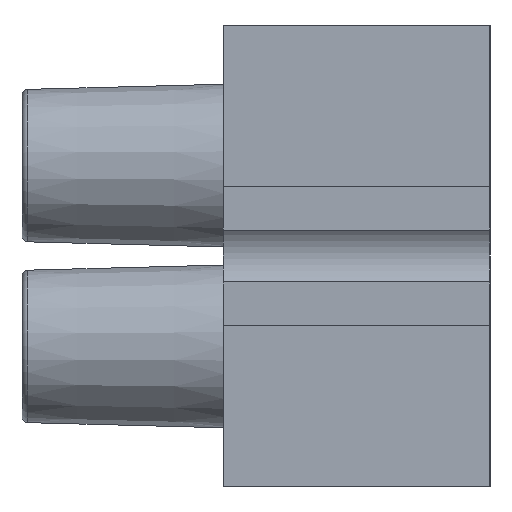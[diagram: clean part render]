
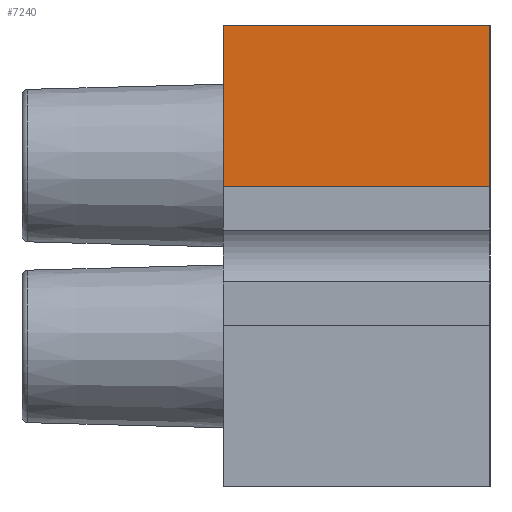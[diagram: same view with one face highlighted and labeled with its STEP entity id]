
A CAD part, left-side view. The second image highlights one B-rep face of the part: STEP entity #7240.
In plain terms, the highlighted planar face has unit normal (-1, 0, 0).
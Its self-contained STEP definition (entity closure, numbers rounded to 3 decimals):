
#18 = CARTESIAN_POINT ( 'NONE',  ( -22.764, 8.85, 7.66 ) ) ;
#606 = DIRECTION ( 'NONE',  ( 1., 0., 0. ) ) ;
#1393 = ORIENTED_EDGE ( 'NONE', *, *, #12407, .F. ) ;
#2036 = DIRECTION ( 'NONE',  ( 0., 1., 0. ) ) ;
#2482 = ORIENTED_EDGE ( 'NONE', *, *, #14419, .T. ) ;
#2666 = VECTOR ( 'NONE', #6453, 1000. ) ;
#3031 = VERTEX_POINT ( 'NONE', #11495 ) ;
#4127 = ORIENTED_EDGE ( 'NONE', *, *, #5120, .F. ) ;
#5120 = EDGE_CURVE ( 'NONE', #14005, #6024, #6975, .T. ) ;
#5288 = LINE ( 'NONE', #15648, #14941 ) ;
#6024 = VERTEX_POINT ( 'NONE', #9387 ) ;
#6453 = DIRECTION ( 'NONE',  ( 0., 0., -1. ) ) ;
#6975 = LINE ( 'NONE', #14726, #15845 ) ;
#7117 = DIRECTION ( 'NONE',  ( 0., 0., -1. ) ) ;
#7201 = PLANE ( 'NONE',  #15438 ) ;
#7240 = ADVANCED_FACE ( 'NONE', ( #14717 ), #7201, .F. ) ;
#7709 = VECTOR ( 'NONE', #2036, 1000. ) ;
#8180 = EDGE_LOOP ( 'NONE', ( #2482, #1393, #14311, #4127 ) ) ;
#8194 = CARTESIAN_POINT ( 'NONE',  ( -22.764, 0., 2.3 ) ) ;
#8373 = DIRECTION ( 'NONE',  ( 0., -1., 0. ) ) ;
#8631 = LINE ( 'NONE', #13495, #7709 ) ;
#9387 = CARTESIAN_POINT ( 'NONE',  ( -22.764, 0., 7.66 ) ) ;
#10206 = CARTESIAN_POINT ( 'NONE',  ( -22.764, 8.85, 2.3 ) ) ;
#10462 = LINE ( 'NONE', #10206, #2666 ) ;
#10653 = CARTESIAN_POINT ( 'NONE',  ( -22.764, 8.85, 2.3 ) ) ;
#11495 = CARTESIAN_POINT ( 'NONE',  ( -22.764, 0., 2.3 ) ) ;
#12407 = EDGE_CURVE ( 'NONE', #3031, #13577, #8631, .T. ) ;
#13495 = CARTESIAN_POINT ( 'NONE',  ( -22.764, 0., 2.3 ) ) ;
#13577 = VERTEX_POINT ( 'NONE', #10653 ) ;
#14005 = VERTEX_POINT ( 'NONE', #18 ) ;
#14135 = DIRECTION ( 'NONE',  ( 0., 0., 1. ) ) ;
#14311 = ORIENTED_EDGE ( 'NONE', *, *, #15013, .T. ) ;
#14419 = EDGE_CURVE ( 'NONE', #14005, #13577, #10462, .T. ) ;
#14717 = FACE_OUTER_BOUND ( 'NONE', #8180, .T. ) ;
#14726 = CARTESIAN_POINT ( 'NONE',  ( -22.764, 8.85, 7.66 ) ) ;
#14941 = VECTOR ( 'NONE', #14135, 1000. ) ;
#15013 = EDGE_CURVE ( 'NONE', #3031, #6024, #5288, .T. ) ;
#15438 = AXIS2_PLACEMENT_3D ( 'NONE', #8194, #606, #7117 ) ;
#15648 = CARTESIAN_POINT ( 'NONE',  ( -22.764, 0., 0. ) ) ;
#15845 = VECTOR ( 'NONE', #8373, 1000. ) ;
